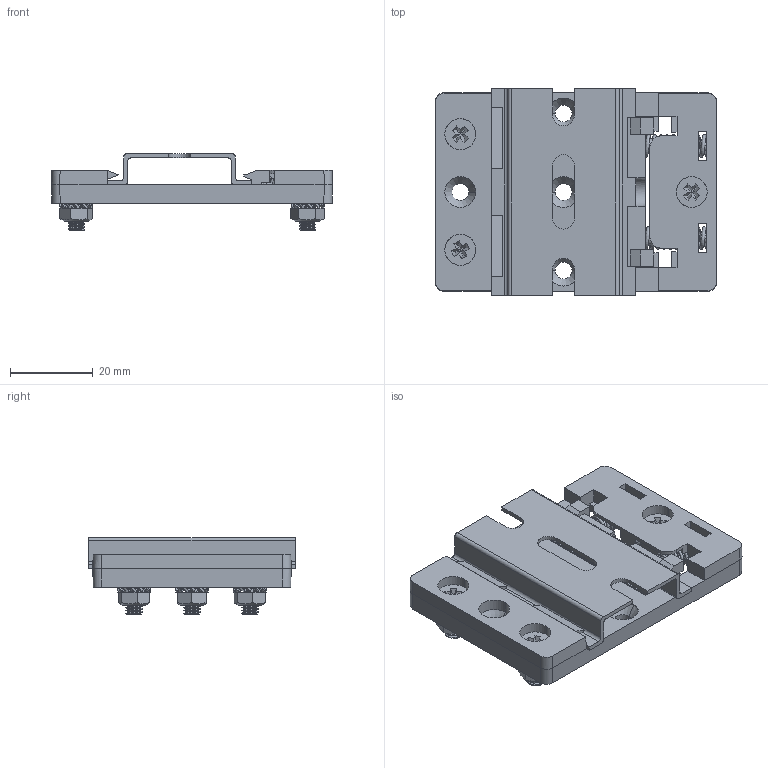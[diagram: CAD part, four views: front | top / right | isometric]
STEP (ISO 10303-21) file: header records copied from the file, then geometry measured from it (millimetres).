
FILE_DESCRIPTION (( 'STEP AP214' ), '1' );
FILE_NAME ('DRB48-1.STEP', '2025-12-13T08:14:54', ( '' ), ( '' ), 'SwSTEP 2.0', 'SolidWorks 2017', '' );
FILE_SCHEMA (( 'AUTOMOTIVE_DESIGN' ));
Length unit declared in the file: millimetre
Products named in the file (27): M4_Counter_sunk_15; Din Rail-50; Hexagonal Nut M4; Screw M4x12mm; Screw CSK Head Phillips_M4x10; DRB48-1-Plastic Body; DRB-Spring; DRB48-Clip; LOCK WASHER M4; DRB48-1
Assembly tree (16 placements, depth 3):
  M4_Counter_sunk_15
  Din Rail-50
  Hexagonal Nut M4
  Hexagonal Nut M4
  Screw CSK Head Phillips_M4x10
Bounding box: 68 x 50 x 18.55 mm (x, y, z)
Volume: 18180.8 mm3; surface area: 17753.5 mm2
Topology: 17 solids, 17 shells, 809 faces, 2116 edges, 1341 vertices
Faces by surface type: plane 318, cylinder 274, bspline 172, cone 41, torus 4
Entity records: 25959 total; most frequent: CARTESIAN_POINT 14908, ORIENTED_EDGE 2276, DIRECTION 1909, EDGE_CURVE 1138, LINE 745, VECTOR 745, VERTEX_POINT 725, AXIS2_PLACEMENT_3D 582
